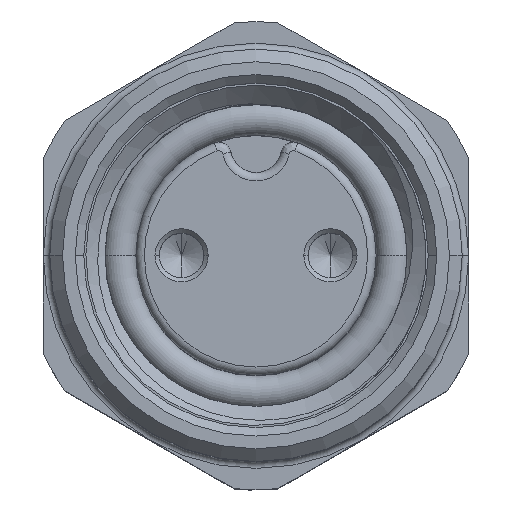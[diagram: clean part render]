
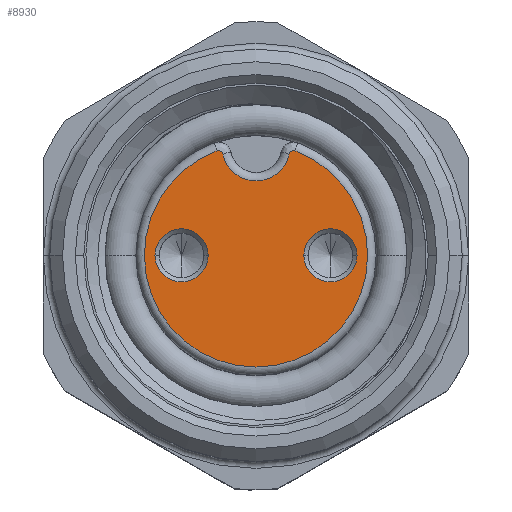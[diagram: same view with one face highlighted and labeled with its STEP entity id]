
A CAD part, top view. The second image highlights one B-rep face of the part: STEP entity #8930.
In plain terms, the highlighted planar face has unit normal (0, 0, 1).
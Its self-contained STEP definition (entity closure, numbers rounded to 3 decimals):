
#557=CARTESIAN_POINT('',(-1.75,0.,5.4));
#558=DIRECTION('',(0.,0.,-1.));
#559=DIRECTION('',(-1.,0.,0.));
#560=AXIS2_PLACEMENT_3D('',#557,#558,#559);
#562=CARTESIAN_POINT('',(-1.75,0.,5.4));
#563=DIRECTION('',(0.,0.,-1.));
#564=DIRECTION('',(1.,0.,0.));
#565=AXIS2_PLACEMENT_3D('',#562,#563,#564);
#567=CARTESIAN_POINT('',(1.75,0.,5.4));
#568=DIRECTION('',(0.,0.,-1.));
#569=DIRECTION('',(-1.,0.,0.));
#570=AXIS2_PLACEMENT_3D('',#567,#568,#569);
#572=CARTESIAN_POINT('',(1.75,0.,5.4));
#573=DIRECTION('',(0.,0.,-1.));
#574=DIRECTION('',(1.,0.,0.));
#575=AXIS2_PLACEMENT_3D('',#572,#573,#574);
#577=CARTESIAN_POINT('',(-0.881,2.366,5.4));
#578=DIRECTION('',(0.,0.,1.));
#579=DIRECTION('',(0.979,0.204,0.));
#580=AXIS2_PLACEMENT_3D('',#577,#578,#579);
#582=CARTESIAN_POINT('',(0.,2.55,5.4));
#583=DIRECTION('',(0.,0.,-1.));
#584=DIRECTION('',(0.979,-0.204,0.));
#585=AXIS2_PLACEMENT_3D('',#582,#583,#584);
#587=CARTESIAN_POINT('',(0.881,2.366,5.4));
#588=DIRECTION('',(0.,0.,1.));
#589=DIRECTION('',(0.349,0.937,0.));
#590=AXIS2_PLACEMENT_3D('',#587,#588,#589);
#642=CARTESIAN_POINT('',(0.,0.,5.4));
#643=DIRECTION('',(0.,0.,1.));
#644=DIRECTION('',(-0.349,0.937,0.));
#645=AXIS2_PLACEMENT_3D('',#642,#643,#644);
#7352=CARTESIAN_POINT('',(-2.375,0.,5.4));
#7353=CARTESIAN_POINT('',(-1.125,0.,5.4));
#7354=VERTEX_POINT('',#7352);
#7355=VERTEX_POINT('',#7353);
#7360=CARTESIAN_POINT('',(1.125,0.,5.4));
#7361=CARTESIAN_POINT('',(2.375,0.,5.4));
#7362=VERTEX_POINT('',#7360);
#7363=VERTEX_POINT('',#7361);
#7396=CARTESIAN_POINT('',(-0.916,2.46,5.4));
#7398=VERTEX_POINT('',#7396);
#7402=CARTESIAN_POINT('',(-0.783,2.387,5.4));
#7403=VERTEX_POINT('',#7402);
#7404=CARTESIAN_POINT('',(0.783,2.387,5.4));
#7405=VERTEX_POINT('',#7404);
#7409=CARTESIAN_POINT('',(0.916,2.46,5.4));
#7411=VERTEX_POINT('',#7409);
#8904=CARTESIAN_POINT('',(0.,0.,5.4));
#8905=DIRECTION('',(0.,0.,1.));
#8906=DIRECTION('',(1.,0.,0.));
#8907=AXIS2_PLACEMENT_3D('',#8904,#8905,#8906);
#8908=PLANE('',#8907);
#8910=ORIENTED_EDGE('',*,*,#8909,.F.);
#8912=ORIENTED_EDGE('',*,*,#8911,.F.);
#8914=ORIENTED_EDGE('',*,*,#8913,.F.);
#8916=ORIENTED_EDGE('',*,*,#8915,.F.);
#8917=EDGE_LOOP('',(#8910,#8912,#8914,#8916));
#8918=FACE_OUTER_BOUND('',#8917,.F.);
#8920=ORIENTED_EDGE('',*,*,#8919,.F.);
#8921=ORIENTED_EDGE('',*,*,#8894,.F.);
#8922=EDGE_LOOP('',(#8920,#8921));
#8923=FACE_BOUND('',#8922,.F.);
#8925=ORIENTED_EDGE('',*,*,#8924,.F.);
#8927=ORIENTED_EDGE('',*,*,#8926,.F.);
#8928=EDGE_LOOP('',(#8925,#8927));
#8929=FACE_BOUND('',#8928,.F.);
#561=CIRCLE('',#560,0.625);
#566=CIRCLE('',#565,0.625);
#571=CIRCLE('',#570,0.625);
#576=CIRCLE('',#575,0.625);
#581=CIRCLE('',#580,0.1);
#586=CIRCLE('',#585,0.8);
#591=CIRCLE('',#590,0.1);
#646=CIRCLE('',#645,2.625);
#8894=EDGE_CURVE('',#7363,#7362,#576,.T.);
#8909=EDGE_CURVE('',#7403,#7398,#581,.T.);
#8911=EDGE_CURVE('',#7405,#7403,#586,.T.);
#8913=EDGE_CURVE('',#7411,#7405,#591,.T.);
#8915=EDGE_CURVE('',#7398,#7411,#646,.T.);
#8919=EDGE_CURVE('',#7362,#7363,#571,.T.);
#8924=EDGE_CURVE('',#7354,#7355,#561,.T.);
#8926=EDGE_CURVE('',#7355,#7354,#566,.T.);
#8930=ADVANCED_FACE('',(#8918,#8923,#8929),#8908,.T.);
